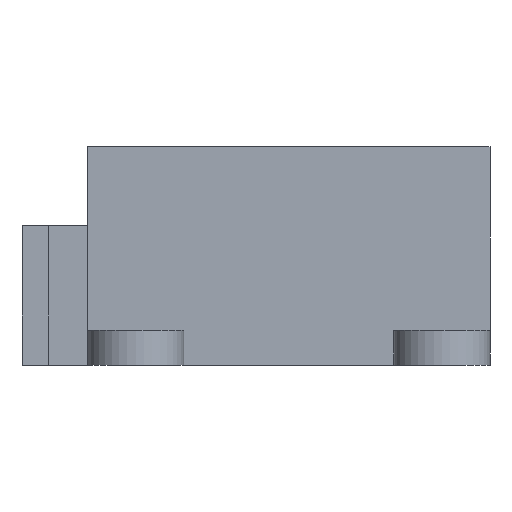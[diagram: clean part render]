
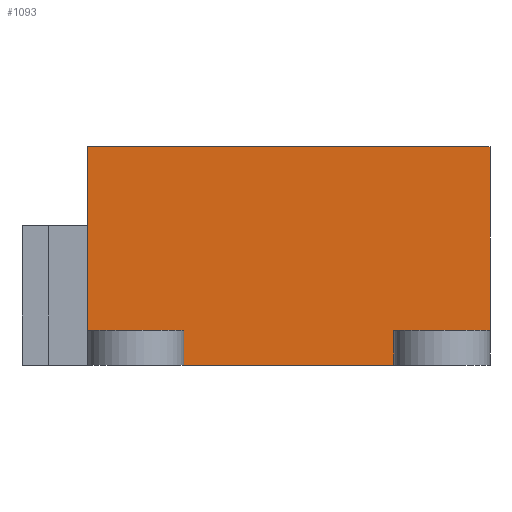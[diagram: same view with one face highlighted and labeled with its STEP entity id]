
A CAD part, front view. The second image highlights one B-rep face of the part: STEP entity #1093.
In plain terms, the highlighted planar face has unit normal (0, -1, 0).
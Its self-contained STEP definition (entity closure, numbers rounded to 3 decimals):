
#335=CARTESIAN_POINT('Line Origine',(12.,-23.,2.)) ;
#339=CARTESIAN_POINT('Vertex',(12.,-23.,0.)) ;
#341=CARTESIAN_POINT('Vertex',(12.,-23.,4.)) ;
#381=CARTESIAN_POINT('Vertex',(23.,-23.,4.)) ;
#384=CARTESIAN_POINT('Line Origine',(17.5,-23.,4.)) ;
#470=CARTESIAN_POINT('Vertex',(-12.,-23.,0.)) ;
#473=CARTESIAN_POINT('Line Origine',(-12.,-23.,2.)) ;
#477=CARTESIAN_POINT('Vertex',(-12.,-23.,4.)) ;
#523=CARTESIAN_POINT('Line Origine',(-17.5,-23.,4.)) ;
#527=CARTESIAN_POINT('Vertex',(-23.,-23.,4.)) ;
#1054=CARTESIAN_POINT('Axis2P3D Location',(23.,-23.,0.)) ;
#1059=CARTESIAN_POINT('Line Origine',(23.,-23.,14.5)) ;
#1063=CARTESIAN_POINT('Vertex',(23.,-23.,25.)) ;
#1066=CARTESIAN_POINT('Line Origine',(0.,-23.,25.)) ;
#1070=CARTESIAN_POINT('Vertex',(-23.,-23.,25.)) ;
#1073=CARTESIAN_POINT('Line Origine',(-23.,-23.,14.5)) ;
#1078=CARTESIAN_POINT('Line Origine',(0.,-23.,0.)) ;
#336=DIRECTION('Vector Direction',(0.,0.,1.)) ;
#385=DIRECTION('Vector Direction',(-1.,0.,0.)) ;
#474=DIRECTION('Vector Direction',(0.,0.,1.)) ;
#524=DIRECTION('Vector Direction',(1.,0.,0.)) ;
#1055=DIRECTION('Axis2P3D Direction',(0.,1.,-0.)) ;
#1056=DIRECTION('Axis2P3D XDirection',(-1.,0.,0.)) ;
#1060=DIRECTION('Vector Direction',(0.,0.,1.)) ;
#1067=DIRECTION('Vector Direction',(-1.,0.,0.)) ;
#1074=DIRECTION('Vector Direction',(0.,0.,1.)) ;
#1079=DIRECTION('Vector Direction',(-1.,0.,0.)) ;
#1057=AXIS2_PLACEMENT_3D('Plane Axis2P3D',#1054,#1055,#1056) ;
#1084=ORIENTED_EDGE('',*,*,#343,.T.) ;
#1085=ORIENTED_EDGE('',*,*,#388,.F.) ;
#1086=ORIENTED_EDGE('',*,*,#1065,.T.) ;
#1087=ORIENTED_EDGE('',*,*,#1072,.F.) ;
#1088=ORIENTED_EDGE('',*,*,#1077,.F.) ;
#1089=ORIENTED_EDGE('',*,*,#529,.F.) ;
#1090=ORIENTED_EDGE('',*,*,#479,.F.) ;
#1091=ORIENTED_EDGE('',*,*,#1082,.T.) ;
#337=VECTOR('Line Direction',#336,1.) ;
#386=VECTOR('Line Direction',#385,1.) ;
#475=VECTOR('Line Direction',#474,1.) ;
#525=VECTOR('Line Direction',#524,1.) ;
#1061=VECTOR('Line Direction',#1060,1.) ;
#1068=VECTOR('Line Direction',#1067,1.) ;
#1075=VECTOR('Line Direction',#1074,1.) ;
#1080=VECTOR('Line Direction',#1079,1.) ;
#1093=ADVANCED_FACE('Hauptk\X2\00F6\X0\rper',(#1092),#1058,.F.) ;
#343=EDGE_CURVE('',#340,#342,#338,.T.) ;
#388=EDGE_CURVE('',#382,#342,#387,.T.) ;
#479=EDGE_CURVE('',#471,#478,#476,.T.) ;
#529=EDGE_CURVE('',#478,#528,#526,.F.) ;
#1065=EDGE_CURVE('',#382,#1064,#1062,.T.) ;
#1072=EDGE_CURVE('',#1071,#1064,#1069,.F.) ;
#1077=EDGE_CURVE('',#528,#1071,#1076,.T.) ;
#1082=EDGE_CURVE('',#471,#340,#1081,.F.) ;
#1083=EDGE_LOOP('',(#1084,#1085,#1086,#1087,#1088,#1089,#1090,#1091)) ;
#1092=FACE_OUTER_BOUND('',#1083,.T.) ;
#338=LINE('Line',#335,#337) ;
#387=LINE('Line',#384,#386) ;
#476=LINE('Line',#473,#475) ;
#526=LINE('Line',#523,#525) ;
#1062=LINE('Line',#1059,#1061) ;
#1069=LINE('Line',#1066,#1068) ;
#1076=LINE('Line',#1073,#1075) ;
#1081=LINE('Line',#1078,#1080) ;
#1058=PLANE('Plane',#1057) ;
#340=VERTEX_POINT('',#339) ;
#342=VERTEX_POINT('',#341) ;
#382=VERTEX_POINT('',#381) ;
#471=VERTEX_POINT('',#470) ;
#478=VERTEX_POINT('',#477) ;
#528=VERTEX_POINT('',#527) ;
#1064=VERTEX_POINT('',#1063) ;
#1071=VERTEX_POINT('',#1070) ;
